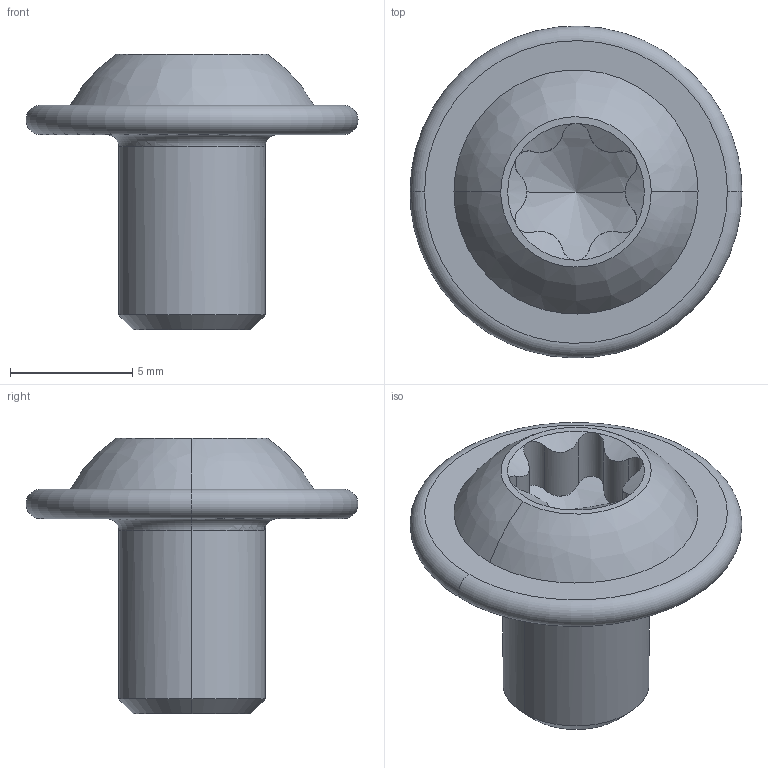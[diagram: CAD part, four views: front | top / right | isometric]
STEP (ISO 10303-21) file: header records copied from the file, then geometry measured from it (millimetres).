
FILE_DESCRIPTION(('CATIA V5 STEP Exchange','CAx-IF Rec.Pracs.--- Model Styling and Organization---1.4--- 2014-01-23'),'2;1');
FILE_NAME ('1169538-2_1_2704960000_2704960000.stp','2019-08-09T06:47:34+00:00',('none'),('Weidmueller'),'CATIA Version 5-6 Release 2016 SP3 HF44','CATIA V5 STEP AP214','none');
FILE_SCHEMA(('AUTOMOTIVE_DESIGN { 1 0 10303 214 1 1 1 1 }'));
Length unit declared in the file: millimetre
Products named in the file (1): LKSC M6x8 A2 TX30
Bounding box: 13.6 x 13.6 x 11.3 mm (x, y, z)
Volume: 456.9 mm3; surface area: 529.4 mm2
Topology: 1 solids, 1 shells, 40 faces, 98 edges, 61 vertices
Faces by surface type: cylinder 14, cone 10, plane 10, torus 4, bspline 2
Entity records: 1513 total; most frequent: CARTESIAN_POINT 710, ORIENTED_EDGE 192, DIRECTION 107, EDGE_CURVE 96, VERTEX_POINT 61, B_SPLINE_CURVE_WITH_KNOTS 55, AXIS2_PLACEMENT_3D 52, EDGE_LOOP 43
